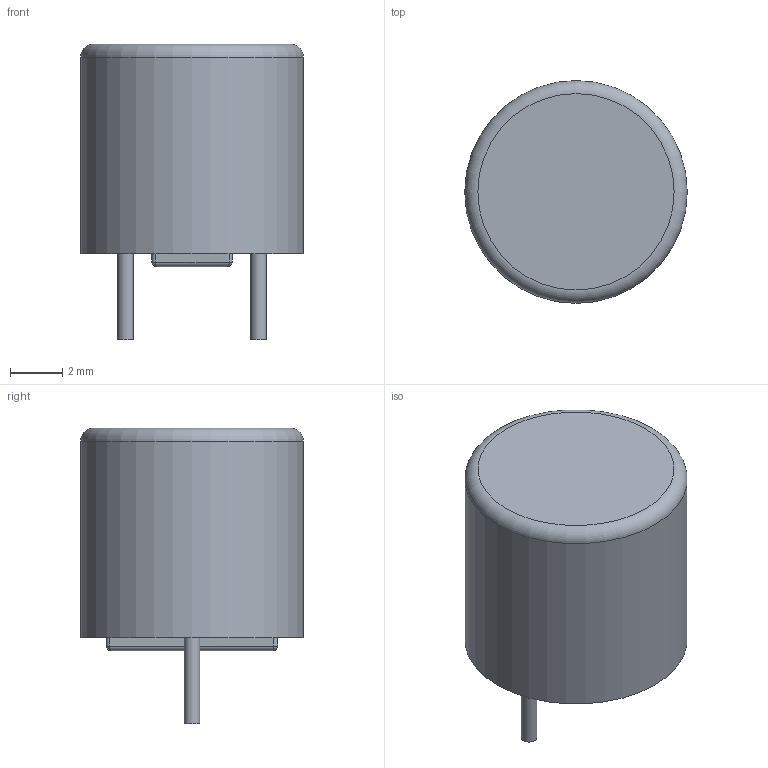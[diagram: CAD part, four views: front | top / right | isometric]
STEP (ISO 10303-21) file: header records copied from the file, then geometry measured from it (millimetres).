
FILE_DESCRIPTION(/* description */ ('Unknown'),/* implementation_level */ '2;1');
FILE_NAME(/* name */ '37213150431',/* time_stamp */ '2023-10-25T15:56:24+02:00',/* author */ ('Unknown'),/* organization */ ('Unknown'),/* preprocessor_version */ 'ST-DEVELOPER v18.102',/* originating_system */ 'Solid Edge',/* authorisation */ 'Unknown');
FILE_SCHEMA (('AUTOMOTIVE_DESIGN {1 0 10303 214 3 1 1}'));
Length unit declared in the file: millimetre
Products named in the file (1): 37213150431
Bounding box: 8.5 x 8.5 x 11.3 mm (x, y, z)
Volume: 461.8 mm3; surface area: 346.6 mm2
Topology: 1 solids, 1 shells, 27 faces, 55 edges, 30 vertices
Faces by surface type: cylinder 12, plane 10, bspline 4, torus 1
Full cylindrical faces by diameter (mm): 0.6 x2, 7.5 x1, 8.5 x1
Entity records: 894 total; most frequent: CARTESIAN_POINT 158, DIRECTION 118, ORIENTED_EDGE 90, AXIS2_PLACEMENT_3D 49, EDGE_CURVE 45, EDGE_LOOP 36, FACE_BOUND 36, VERTEX_POINT 29
